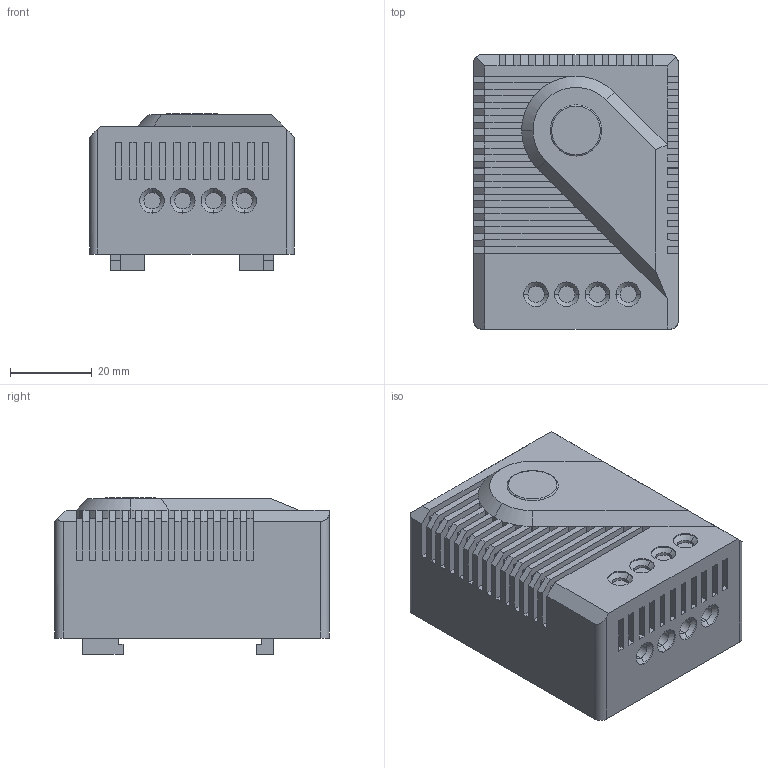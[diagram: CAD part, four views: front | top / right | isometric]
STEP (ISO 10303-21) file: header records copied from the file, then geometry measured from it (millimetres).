
FILE_DESCRIPTION(('STEP AP214'),'1');
FILE_NAME('cctmp_3C211203-5D29-43E6-9301-7FF4C4A195EE_2023_07_24_21_21_41_0394..stp','2023-07-24T19:21:42',('SIEMENS A&D'),('CADClick - www.CADClick.com'),'Spatial InterOp 3D postprocessed',' ','unknown authorization');
FILE_SCHEMA(('AUTOMOTIVE_DESIGN'));
Length unit declared in the file: millimetre
Products named in the file (1): 2023_07_24_21_21_41_0394
Bounding box: 50 x 67 x 38.3 mm (x, y, z)
Volume: 103624 mm3; surface area: 18432.9 mm2
Topology: 1 solids, 1 shells, 391 faces, 999 edges, 634 vertices
Faces by surface type: plane 326, cylinder 45, cone 18, torus 2
Entity records: 12761 total; most frequent: CARTESIAN_POINT 2025, ORIENTED_EDGE 1998, DIRECTION 1891, EDGE_CURVE 999, LINE 891, VECTOR 891, VERTEX_POINT 634, AXIS2_PLACEMENT_3D 500
